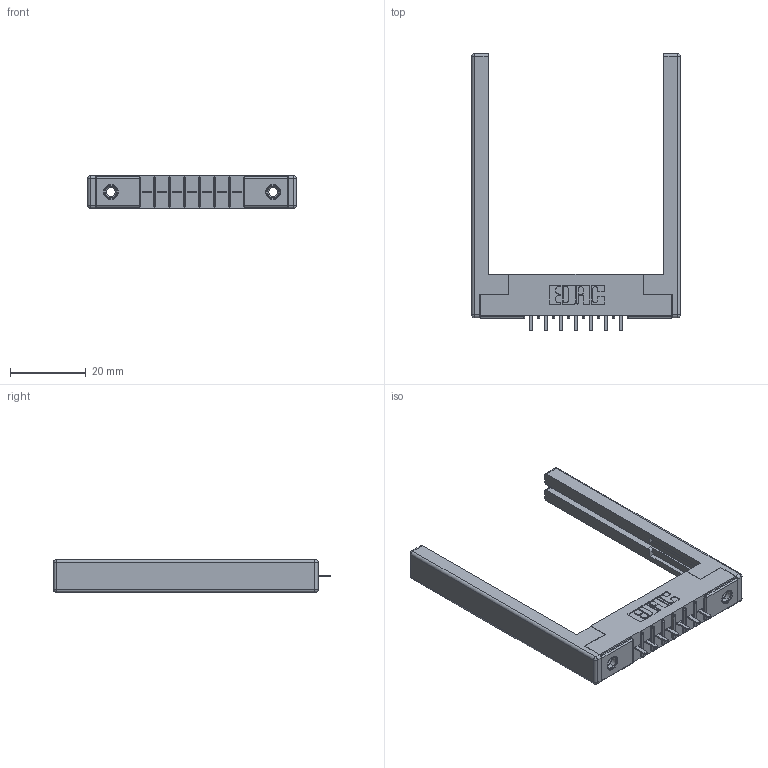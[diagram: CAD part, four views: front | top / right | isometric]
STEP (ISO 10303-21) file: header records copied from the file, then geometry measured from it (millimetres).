
FILE_DESCRIPTION (( 'STEP AP203' ), '1' );
FILE_NAME ('306-007-521-168.STEP', '2019-09-11T18:59:03', ( '' ), ( '' ), 'SwSTEP 2.0', 'SolidWorks 2016', '' );
FILE_SCHEMA (( 'CONFIG_CONTROL_DESIGN' ));
Length unit declared in the file: inch
Products named in the file (5): 306-007-521-168; 306-290-001_121; 306 Part_.156 Dia; 307-220-068; 345-250-001_345-250-001-102
Assembly tree (12 placements, depth 2):
  306-007-521-168
    306 Part_.156 Dia
    306-290-001_121  x7
    345-250-001_345-250-001-102  x2
    307-220-068  x2
Bounding box: 55.17 x 73.18 x 8.71 mm (x, y, z)
Volume: 8242.2 mm3; surface area: 9062.2 mm2
Topology: 12 solids, 12 shells, 760 faces, 2085 edges, 1330 vertices
Faces by surface type: plane 485, cylinder 223, sphere 36, cone 12, torus 4
Entity records: 13777 total; most frequent: CARTESIAN_POINT 2273, DIRECTION 2258, ORIENTED_EDGE 2240, EDGE_CURVE 1120, LINE 852, VECTOR 852, VERTEX_POINT 718, AXIS2_PLACEMENT_3D 703
